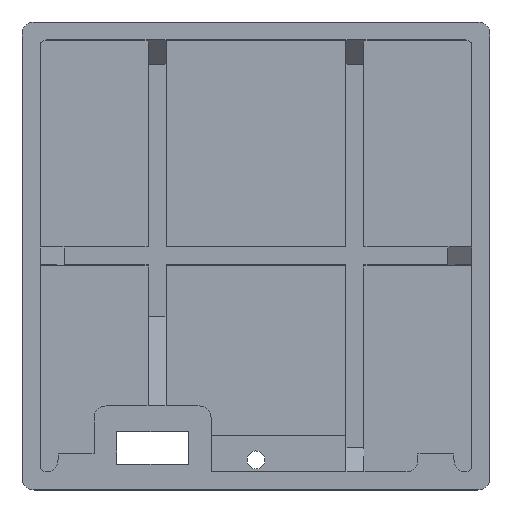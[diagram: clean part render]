
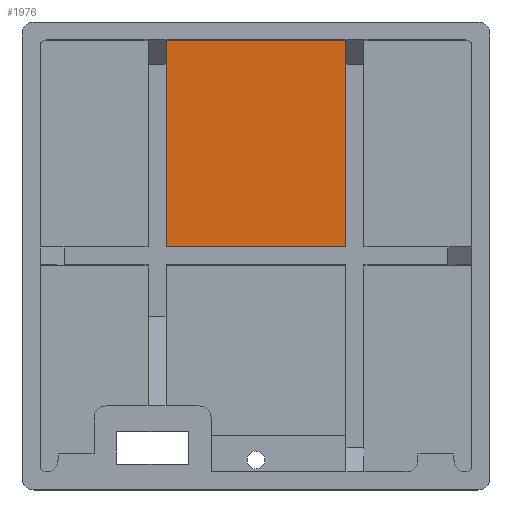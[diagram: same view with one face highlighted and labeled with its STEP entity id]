
A CAD part, top view. The second image highlights one B-rep face of the part: STEP entity #1976.
In plain terms, the highlighted planar face has unit normal (0, 0, 1).
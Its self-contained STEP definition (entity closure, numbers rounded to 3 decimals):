
#141 = VECTOR ( 'NONE', #374, 1000. ) ;
#154 = PLANE ( 'NONE',  #1131 ) ;
#277 = ORIENTED_EDGE ( 'NONE', *, *, #787, .F. ) ;
#311 = DIRECTION ( 'NONE',  ( -1., 0., 0. ) ) ;
#319 = CARTESIAN_POINT ( 'NONE',  ( 15., -36., 1. ) ) ;
#374 = DIRECTION ( 'NONE',  ( -1., 0., 0. ) ) ;
#550 = FACE_OUTER_BOUND ( 'NONE', #1790, .T. ) ;
#580 = LINE ( 'NONE', #2499, #889 ) ;
#614 = CARTESIAN_POINT ( 'NONE',  ( 0., 0., 1. ) ) ;
#787 = EDGE_CURVE ( 'NONE', #2206, #1009, #1843, .T. ) ;
#817 = LINE ( 'NONE', #958, #1915 ) ;
#818 = CARTESIAN_POINT ( 'NONE',  ( 15., 1.5, 1. ) ) ;
#889 = VECTOR ( 'NONE', #936, 1000. ) ;
#936 = DIRECTION ( 'NONE',  ( 0., 1., 0. ) ) ;
#958 = CARTESIAN_POINT ( 'NONE',  ( -36., 1.5, 1. ) ) ;
#1009 = VERTEX_POINT ( 'NONE', #818 ) ;
#1129 = VECTOR ( 'NONE', #2539, 1000. ) ;
#1131 = AXIS2_PLACEMENT_3D ( 'NONE', #614, #2142, #2378 ) ;
#1219 = EDGE_CURVE ( 'NONE', #1415, #2205, #580, .T. ) ;
#1344 = CARTESIAN_POINT ( 'NONE',  ( 15., 36., 1. ) ) ;
#1415 = VERTEX_POINT ( 'NONE', #2555 ) ;
#1449 = ORIENTED_EDGE ( 'NONE', *, *, #1219, .F. ) ;
#1599 = CARTESIAN_POINT ( 'NONE',  ( -15., 36., 1. ) ) ;
#1605 = LINE ( 'NONE', #1910, #141 ) ;
#1740 = EDGE_CURVE ( 'NONE', #1009, #1415, #817, .T. ) ;
#1790 = EDGE_LOOP ( 'NONE', ( #1978, #277, #2382, #1449 ) ) ;
#1843 = LINE ( 'NONE', #319, #1129 ) ;
#1910 = CARTESIAN_POINT ( 'NONE',  ( 0., 36., 1. ) ) ;
#1915 = VECTOR ( 'NONE', #311, 1000. ) ;
#1976 = ADVANCED_FACE ( 'NONE', ( #550 ), #154, .F. ) ;
#1978 = ORIENTED_EDGE ( 'NONE', *, *, #1740, .F. ) ;
#2142 = DIRECTION ( 'NONE',  ( 0., 0., -1. ) ) ;
#2205 = VERTEX_POINT ( 'NONE', #1599 ) ;
#2206 = VERTEX_POINT ( 'NONE', #1344 ) ;
#2378 = DIRECTION ( 'NONE',  ( -1., 0., 0. ) ) ;
#2382 = ORIENTED_EDGE ( 'NONE', *, *, #2513, .T. ) ;
#2499 = CARTESIAN_POINT ( 'NONE',  ( -15., -25., 1. ) ) ;
#2513 = EDGE_CURVE ( 'NONE', #2206, #2205, #1605, .T. ) ;
#2539 = DIRECTION ( 'NONE',  ( 0., -1., 0. ) ) ;
#2555 = CARTESIAN_POINT ( 'NONE',  ( -15., 1.5, 1. ) ) ;
